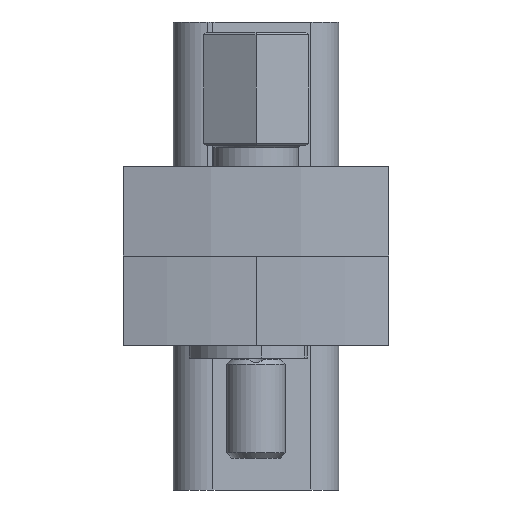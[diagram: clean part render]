
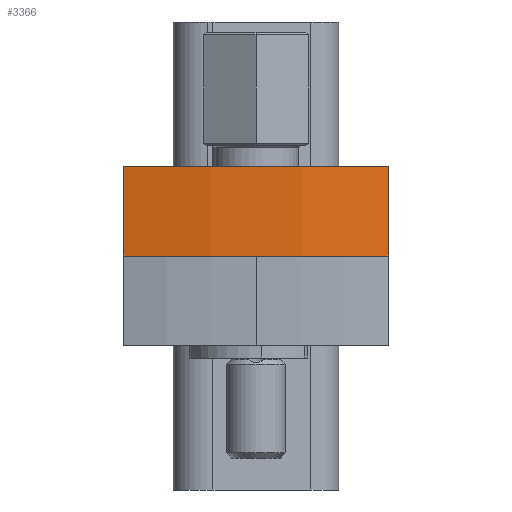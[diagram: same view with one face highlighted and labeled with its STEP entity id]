
A CAD part, left-side view. The second image highlights one B-rep face of the part: STEP entity #3366.
In plain terms, the highlighted cylindrical face has radius 26.5 mm (diameter 53 mm), a partial arc.
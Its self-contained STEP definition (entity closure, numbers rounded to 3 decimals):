
#132 = CYLINDRICAL_SURFACE ( 'NONE', #1857, 26.5 ) ;
#896 = AXIS2_PLACEMENT_3D ( 'NONE', #8007, #7996, #7986 ) ;
#1303 = LINE ( 'NONE', #10536, #3459 ) ;
#1386 = CARTESIAN_POINT ( 'NONE',  ( -25.752, 6.25, 0. ) ) ;
#1857 = AXIS2_PLACEMENT_3D ( 'NONE', #8524, #4426, #2403 ) ;
#2057 = CARTESIAN_POINT ( 'NONE',  ( -25.752, 6.25, -4.2 ) ) ;
#2134 = EDGE_CURVE ( 'NONE', #3924, #3986, #8551, .T. ) ;
#2195 = DIRECTION ( 'NONE',  ( 0., 0., 1. ) ) ;
#2403 = DIRECTION ( 'NONE',  ( 1., 0., 0. ) ) ;
#2712 = ORIENTED_EDGE ( 'NONE', *, *, #12998, .F. ) ;
#2845 = EDGE_CURVE ( 'NONE', #3924, #2927, #9965, .T. ) ;
#2927 = VERTEX_POINT ( 'NONE', #1386 ) ;
#3366 = ADVANCED_FACE ( 'NONE', ( #11056 ), #132, .T. ) ;
#3459 = VECTOR ( 'NONE', #6571, 1000. ) ;
#3659 = VERTEX_POINT ( 'NONE', #11983 ) ;
#3924 = VERTEX_POINT ( 'NONE', #8427 ) ;
#3986 = VERTEX_POINT ( 'NONE', #9518 ) ;
#4426 = DIRECTION ( 'NONE',  ( 0., 0., 1. ) ) ;
#4555 = EDGE_LOOP ( 'NONE', ( #2712, #6662, #9053, #7402 ) ) ;
#5247 = CARTESIAN_POINT ( 'NONE',  ( 0., 0., 0. ) ) ;
#6255 = DIRECTION ( 'NONE',  ( 1., 0., 0. ) ) ;
#6340 = VECTOR ( 'NONE', #2195, 1000. ) ;
#6571 = DIRECTION ( 'NONE',  ( 0., 0., 1. ) ) ;
#6662 = ORIENTED_EDGE ( 'NONE', *, *, #2845, .F. ) ;
#7402 = ORIENTED_EDGE ( 'NONE', *, *, #11290, .T. ) ;
#7986 = DIRECTION ( 'NONE',  ( 1., 0., 0. ) ) ;
#7996 = DIRECTION ( 'NONE',  ( 0., 0., 1. ) ) ;
#8007 = CARTESIAN_POINT ( 'NONE',  ( 0., 0., -4.2 ) ) ;
#8427 = CARTESIAN_POINT ( 'NONE',  ( -25.752, 6.25, -4.2 ) ) ;
#8524 = CARTESIAN_POINT ( 'NONE',  ( 0., 0., -4.2 ) ) ;
#8551 = CIRCLE ( 'NONE', #896, 26.5 ) ;
#9053 = ORIENTED_EDGE ( 'NONE', *, *, #2134, .T. ) ;
#9518 = CARTESIAN_POINT ( 'NONE',  ( -25.752, -6.25, -4.2 ) ) ;
#9965 = LINE ( 'NONE', #2057, #6340 ) ;
#10536 = CARTESIAN_POINT ( 'NONE',  ( -25.752, -6.25, -4.2 ) ) ;
#11056 = FACE_OUTER_BOUND ( 'NONE', #4555, .T. ) ;
#11290 = EDGE_CURVE ( 'NONE', #3986, #3659, #1303, .T. ) ;
#11966 = CIRCLE ( 'NONE', #12858, 26.5 ) ;
#11983 = CARTESIAN_POINT ( 'NONE',  ( -25.752, -6.25, 0. ) ) ;
#12268 = DIRECTION ( 'NONE',  ( 0., 0., 1. ) ) ;
#12858 = AXIS2_PLACEMENT_3D ( 'NONE', #5247, #12268, #6255 ) ;
#12998 = EDGE_CURVE ( 'NONE', #2927, #3659, #11966, .T. ) ;
